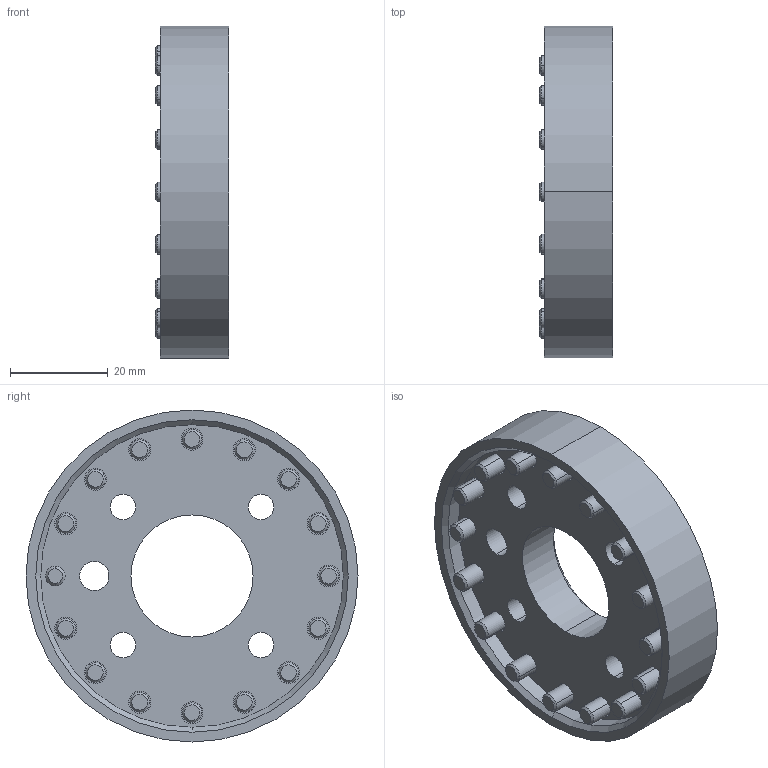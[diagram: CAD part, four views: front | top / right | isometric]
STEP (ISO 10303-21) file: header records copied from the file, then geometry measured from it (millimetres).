
FILE_DESCRIPTION (( 'STEP AP203' ), '1' );
FILE_NAME ('P1118.STEP', '2018-11-28T16:40:12', ( '' ), ( '' ), 'SwSTEP 2.0', 'SolidWorks 2017', '' );
FILE_SCHEMA (( 'CONFIG_CONTROL_DESIGN' ));
Length unit declared in the file: millimetre
Products named in the file (1): P1118
Bounding box: 15 x 68 x 68 mm (x, y, z)
Volume: 31484.3 mm3; surface area: 18763.5 mm2
Topology: 17 solids, 17 shells, 378 faces, 826 edges, 528 vertices
Faces by surface type: plane 170, cylinder 140, cone 38, torus 30
Entity records: 10537 total; most frequent: DIRECTION 1962, CARTESIAN_POINT 1733, ORIENTED_EDGE 1652, EDGE_CURVE 826, AXIS2_PLACEMENT_3D 757, VERTEX_POINT 528, EDGE_LOOP 468, VECTOR 448
